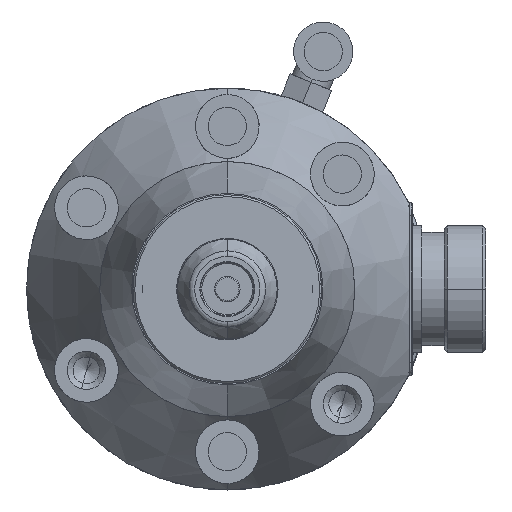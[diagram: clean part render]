
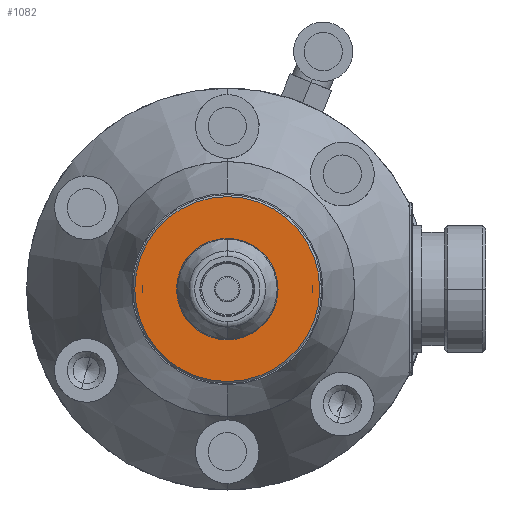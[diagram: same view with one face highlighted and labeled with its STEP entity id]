
A CAD part, left-side view. The second image highlights one B-rep face of the part: STEP entity #1082.
In plain terms, the highlighted planar face has unit normal (-1, 0, 0).
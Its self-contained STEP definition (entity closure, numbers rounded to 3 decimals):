
#175 = DIRECTION ( 'NONE',  ( 0., 0., 1. ) ) ;
#1082 = ADVANCED_FACE ( 'NONE', ( #7735, #3768 ), #4826, .F. ) ;
#1093 = DIRECTION ( 'NONE',  ( 1., 0., 0. ) ) ;
#2160 = EDGE_LOOP ( 'NONE', ( #12594, #8323 ) ) ;
#2618 = DIRECTION ( 'NONE',  ( -1., 0., 0. ) ) ;
#3430 = CIRCLE ( 'NONE', #7962, 14.5 ) ;
#3768 = FACE_BOUND ( 'NONE', #2160, .T. ) ;
#4092 = CARTESIAN_POINT ( 'NONE',  ( 12.5, 0., -7. ) ) ;
#4322 = EDGE_CURVE ( 'NONE', #11104, #9441, #3430, .T. ) ;
#4749 = ORIENTED_EDGE ( 'NONE', *, *, #16774, .T. ) ;
#4760 = AXIS2_PLACEMENT_3D ( 'NONE', #16370, #9139, #175 ) ;
#4826 = PLANE ( 'NONE',  #7932 ) ;
#5170 = DIRECTION ( 'NONE',  ( -1., 0., 0. ) ) ;
#6154 = VERTEX_POINT ( 'NONE', #18456 ) ;
#6903 = CARTESIAN_POINT ( 'NONE',  ( 12.5, 0., 14.5 ) ) ;
#7505 = EDGE_CURVE ( 'NONE', #6154, #16353, #8696, .T. ) ;
#7735 = FACE_OUTER_BOUND ( 'NONE', #9018, .T. ) ;
#7932 = AXIS2_PLACEMENT_3D ( 'NONE', #11166, #1093, #17475 ) ;
#7962 = AXIS2_PLACEMENT_3D ( 'NONE', #8836, #2618, #17701 ) ;
#8323 = ORIENTED_EDGE ( 'NONE', *, *, #13002, .F. ) ;
#8611 = CIRCLE ( 'NONE', #4760, 7. ) ;
#8696 = CIRCLE ( 'NONE', #14605, 7. ) ;
#8836 = CARTESIAN_POINT ( 'NONE',  ( 12.5, 0., 0. ) ) ;
#9018 = EDGE_LOOP ( 'NONE', ( #11143, #4749 ) ) ;
#9139 = DIRECTION ( 'NONE',  ( -1., 0., 0. ) ) ;
#9441 = VERTEX_POINT ( 'NONE', #6903 ) ;
#10920 = DIRECTION ( 'NONE',  ( 0., 0., 1. ) ) ;
#11104 = VERTEX_POINT ( 'NONE', #17163 ) ;
#11143 = ORIENTED_EDGE ( 'NONE', *, *, #4322, .T. ) ;
#11166 = CARTESIAN_POINT ( 'NONE',  ( 12.5, 7., 0. ) ) ;
#12537 = CARTESIAN_POINT ( 'NONE',  ( 12.5, 0., 0. ) ) ;
#12594 = ORIENTED_EDGE ( 'NONE', *, *, #7505, .F. ) ;
#13002 = EDGE_CURVE ( 'NONE', #16353, #6154, #8611, .T. ) ;
#14605 = AXIS2_PLACEMENT_3D ( 'NONE', #12537, #5170, #10920 ) ;
#15953 = CIRCLE ( 'NONE', #16546, 14.5 ) ;
#15969 = CARTESIAN_POINT ( 'NONE',  ( 12.5, 0., 0. ) ) ;
#16353 = VERTEX_POINT ( 'NONE', #4092 ) ;
#16370 = CARTESIAN_POINT ( 'NONE',  ( 12.5, 0., 0. ) ) ;
#16546 = AXIS2_PLACEMENT_3D ( 'NONE', #15969, #18621, #18948 ) ;
#16774 = EDGE_CURVE ( 'NONE', #9441, #11104, #15953, .T. ) ;
#17163 = CARTESIAN_POINT ( 'NONE',  ( 12.5, 0., -14.5 ) ) ;
#17475 = DIRECTION ( 'NONE',  ( 0., 0., -1. ) ) ;
#17701 = DIRECTION ( 'NONE',  ( 0., 0., -1. ) ) ;
#18456 = CARTESIAN_POINT ( 'NONE',  ( 12.5, 0., 7. ) ) ;
#18621 = DIRECTION ( 'NONE',  ( -1., 0., 0. ) ) ;
#18948 = DIRECTION ( 'NONE',  ( 0., 0., -1. ) ) ;
